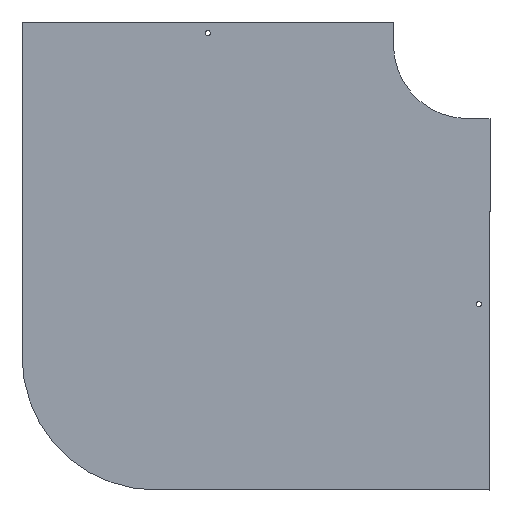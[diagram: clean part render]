
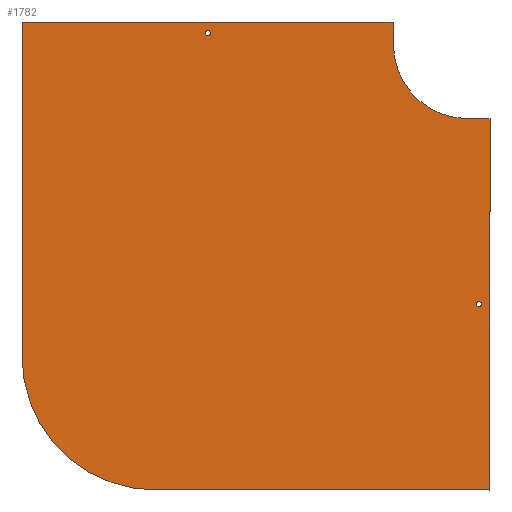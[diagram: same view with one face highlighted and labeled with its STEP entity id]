
A CAD part, front view. The second image highlights one B-rep face of the part: STEP entity #1782.
In plain terms, the highlighted planar face has unit normal (0, -1, 0).
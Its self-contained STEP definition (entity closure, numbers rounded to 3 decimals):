
#5 = EDGE_LOOP ( 'NONE', ( #520 ) ) ;
#6 = ORIENTED_EDGE ( 'NONE', *, *, #1177, .F. ) ;
#7 = ORIENTED_EDGE ( 'NONE', *, *, #1167, .F. ) ;
#8 = ORIENTED_EDGE ( 'NONE', *, *, #1195, .F. ) ;
#9 = ORIENTED_EDGE ( 'NONE', *, *, #1194, .F. ) ;
#10 = ORIENTED_EDGE ( 'NONE', *, *, #1185, .F. ) ;
#11 = ORIENTED_EDGE ( 'NONE', *, *, #868, .F. ) ;
#12 = ORIENTED_EDGE ( 'NONE', *, *, #1615, .F. ) ;
#181 = EDGE_LOOP ( 'NONE', ( #519 ) ) ;
#227 = LINE ( 'NONE', #1082, #230 ) ;
#230 = VECTOR ( 'NONE', #1083, 1000. ) ;
#241 = LINE ( 'NONE', #1100, #244 ) ;
#244 = VECTOR ( 'NONE', #1101, 1000. ) ;
#257 = LINE ( 'NONE', #1114, #259 ) ;
#258 = CIRCLE ( 'NONE', #864, 100. ) ;
#259 = VECTOR ( 'NONE', #1115, 1000. ) ;
#276 = LINE ( 'NONE', #636, #280 ) ;
#280 = VECTOR ( 'NONE', #632, 1000. ) ;
#353 = CIRCLE ( 'NONE', #1393, 180. ) ;
#519 = ORIENTED_EDGE ( 'NONE', *, *, #1625, .F. ) ;
#520 = ORIENTED_EDGE ( 'NONE', *, *, #1626, .F. ) ;
#521 = ORIENTED_EDGE ( 'NONE', *, *, #1207, .F. ) ;
#554 = VERTEX_POINT ( 'NONE', #1706 ) ;
#559 = VERTEX_POINT ( 'NONE', #1710 ) ;
#560 = VERTEX_POINT ( 'NONE', #1711 ) ;
#572 = VERTEX_POINT ( 'NONE', #1723 ) ;
#578 = VERTEX_POINT ( 'NONE', #1729 ) ;
#584 = VERTEX_POINT ( 'NONE', #1735 ) ;
#593 = VERTEX_POINT ( 'NONE', #1744 ) ;
#596 = VERTEX_POINT ( 'NONE', #1747 ) ;
#632 = DIRECTION ( 'NONE',  ( -1., 0., 0. ) ) ;
#636 = CARTESIAN_POINT ( 'NONE',  ( -70., 0., -630. ) ) ;
#720 = CARTESIAN_POINT ( 'NONE',  ( -70., 0., -450. ) ) ;
#721 = DIRECTION ( 'NONE',  ( 0., 1., 0. ) ) ;
#722 = DIRECTION ( 'NONE',  ( 0., 0., 1. ) ) ;
#749 = CARTESIAN_POINT ( 'NONE',  ( 365., 0., -380. ) ) ;
#750 = DIRECTION ( 'NONE',  ( 0., -1., 0. ) ) ;
#751 = DIRECTION ( 'NONE',  ( 0., 0., -1. ) ) ;
#753 = CARTESIAN_POINT ( 'NONE',  ( 0., 0., -15. ) ) ;
#754 = DIRECTION ( 'NONE',  ( 0., -1., 0. ) ) ;
#755 = DIRECTION ( 'NONE',  ( 0., 0., -1. ) ) ;
#787 = DIRECTION ( 'NONE',  ( 0., 1., 0. ) ) ;
#793 = CARTESIAN_POINT ( 'NONE',  ( -70., 0., -450. ) ) ;
#795 = PLANE ( 'NONE',  #1400 ) ;
#797 = DIRECTION ( 'NONE',  ( 0., 0., 1. ) ) ;
#864 = AXIS2_PLACEMENT_3D ( 'NONE', #1125, #1126, #1127 ) ;
#868 = EDGE_CURVE ( 'NONE', #554, #560, #1329, .T. ) ;
#1000 = CARTESIAN_POINT ( 'NONE',  ( 0., 0., -18.5 ) ) ;
#1005 = CARTESIAN_POINT ( 'NONE',  ( 365., 0., -383.5 ) ) ;
#1058 = CARTESIAN_POINT ( 'NONE',  ( 380., 0., -130. ) ) ;
#1064 = DIRECTION ( 'NONE',  ( 1., 0., 0. ) ) ;
#1082 = CARTESIAN_POINT ( 'NONE',  ( 380., 0., -630. ) ) ;
#1083 = DIRECTION ( 'NONE',  ( 0., 0., -1. ) ) ;
#1100 = CARTESIAN_POINT ( 'NONE',  ( -250., 0., 0. ) ) ;
#1101 = DIRECTION ( 'NONE',  ( 1., 0., 0. ) ) ;
#1114 = CARTESIAN_POINT ( 'NONE',  ( 250., 0., 0. ) ) ;
#1115 = DIRECTION ( 'NONE',  ( 0., 0., -1. ) ) ;
#1125 = CARTESIAN_POINT ( 'NONE',  ( 350., 0., -30. ) ) ;
#1126 = DIRECTION ( 'NONE',  ( 0., -1., 0. ) ) ;
#1127 = DIRECTION ( 'NONE',  ( 0., 0., -1. ) ) ;
#1167 = EDGE_CURVE ( 'NONE', #578, #584, #1352, .T. ) ;
#1177 = EDGE_CURVE ( 'NONE', #584, #593, #227, .T. ) ;
#1185 = EDGE_CURVE ( 'NONE', #560, #559, #241, .T. ) ;
#1194 = EDGE_CURVE ( 'NONE', #559, #572, #257, .T. ) ;
#1195 = EDGE_CURVE ( 'NONE', #572, #578, #258, .T. ) ;
#1207 = EDGE_CURVE ( 'NONE', #593, #596, #276, .T. ) ;
#1329 = LINE ( 'NONE', #1767, #1332 ) ;
#1332 = VECTOR ( 'NONE', #1774, 1000. ) ;
#1352 = LINE ( 'NONE', #1058, #1356 ) ;
#1356 = VECTOR ( 'NONE', #1064, 1000. ) ;
#1388 = AXIS2_PLACEMENT_3D ( 'NONE', #749, #750, #751 ) ;
#1393 = AXIS2_PLACEMENT_3D ( 'NONE', #720, #721, #722 ) ;
#1400 = AXIS2_PLACEMENT_3D ( 'NONE', #793, #787, #797 ) ;
#1403 = AXIS2_PLACEMENT_3D ( 'NONE', #753, #754, #755 ) ;
#1422 = CIRCLE ( 'NONE', #1388, 3.5 ) ;
#1425 = CIRCLE ( 'NONE', #1403, 3.5 ) ;
#1442 = FACE_BOUND ( 'NONE', #181, .T. ) ;
#1447 = FACE_OUTER_BOUND ( 'NONE', #1578, .T. ) ;
#1449 = FACE_BOUND ( 'NONE', #5, .T. ) ;
#1539 = VERTEX_POINT ( 'NONE', #1005 ) ;
#1540 = VERTEX_POINT ( 'NONE', #1000 ) ;
#1578 = EDGE_LOOP ( 'NONE', ( #521, #6, #7, #8, #9, #10, #11, #12 ) ) ;
#1615 = EDGE_CURVE ( 'NONE', #596, #554, #353, .T. ) ;
#1625 = EDGE_CURVE ( 'NONE', #1539, #1539, #1422, .T. ) ;
#1626 = EDGE_CURVE ( 'NONE', #1540, #1540, #1425, .T. ) ;
#1706 = CARTESIAN_POINT ( 'NONE',  ( -250., 0., -450. ) ) ;
#1710 = CARTESIAN_POINT ( 'NONE',  ( 250., 0., 0. ) ) ;
#1711 = CARTESIAN_POINT ( 'NONE',  ( -250., 0., 0. ) ) ;
#1723 = CARTESIAN_POINT ( 'NONE',  ( 250., 0., -30. ) ) ;
#1729 = CARTESIAN_POINT ( 'NONE',  ( 350., 0., -130. ) ) ;
#1735 = CARTESIAN_POINT ( 'NONE',  ( 380., 0., -130. ) ) ;
#1744 = CARTESIAN_POINT ( 'NONE',  ( 380., 0., -630. ) ) ;
#1747 = CARTESIAN_POINT ( 'NONE',  ( -70., 0., -630. ) ) ;
#1767 = CARTESIAN_POINT ( 'NONE',  ( -250., 0., 0. ) ) ;
#1774 = DIRECTION ( 'NONE',  ( 0., 0., 1. ) ) ;
#1782 = ADVANCED_FACE ( 'NONE', ( #1442, #1449, #1447 ), #795, .F. ) ;
